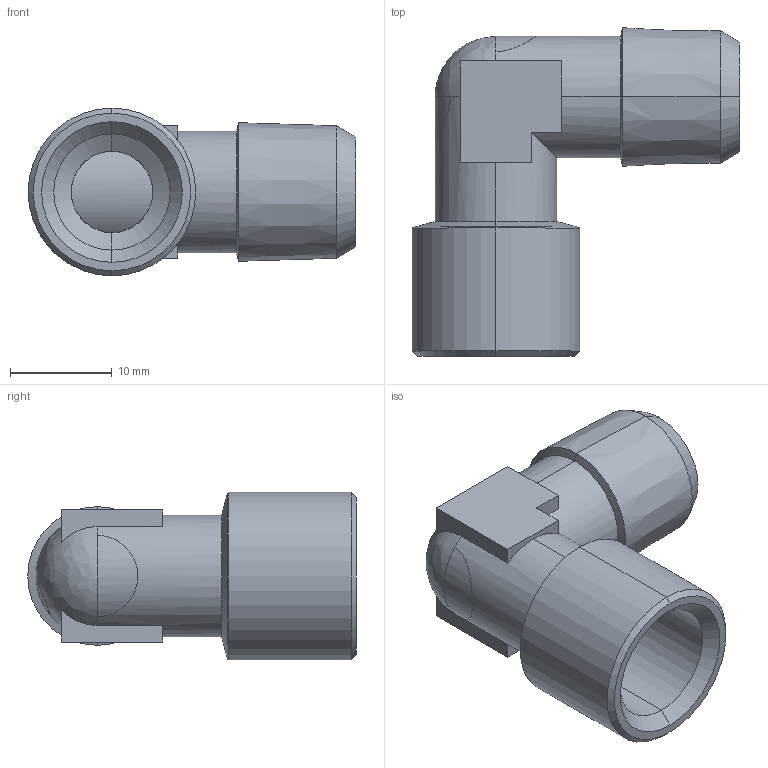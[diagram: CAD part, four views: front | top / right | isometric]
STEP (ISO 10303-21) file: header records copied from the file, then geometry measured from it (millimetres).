
FILE_DESCRIPTION (( 'STEP AP214' ), '1' );
FILE_NAME ('DRF.MF02_L.STEP', '2018-09-03T09:52:21', ( '' ), ( '' ), 'SwSTEP 2.0', 'SolidWorks 2018', '' );
FILE_SCHEMA (( 'AUTOMOTIVE_DESIGN' ));
Length unit declared in the file: millimetre
Products named in the file (1): DRF.MF02_L
Bounding box: 32.25 x 32.32 x 16.5 mm (x, y, z)
Volume: 4695.8 mm3; surface area: 3621.5 mm2
Topology: 1 solids, 1 shells, 51 faces, 123 edges, 75 vertices
Faces by surface type: cone 16, cylinder 16, plane 16, bspline 3
Entity records: 1792 total; most frequent: CARTESIAN_POINT 545, DIRECTION 248, ORIENTED_EDGE 244, EDGE_CURVE 122, AXIS2_PLACEMENT_3D 94, VERTEX_POINT 75, LINE 60, VECTOR 60
